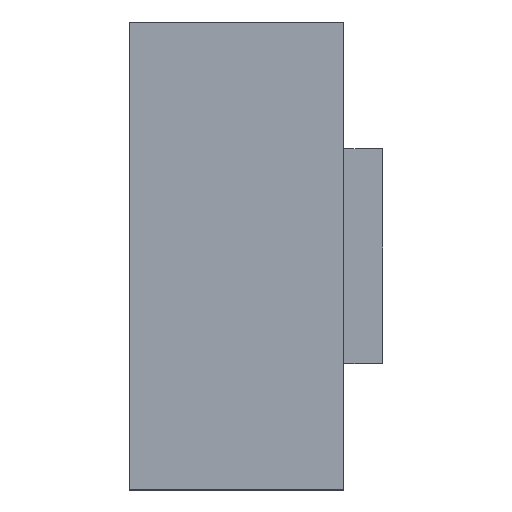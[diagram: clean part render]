
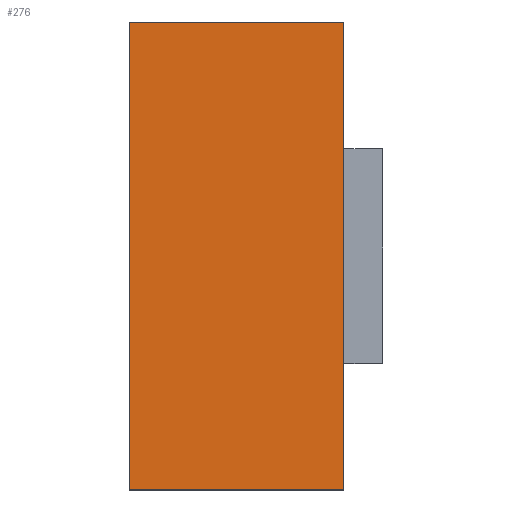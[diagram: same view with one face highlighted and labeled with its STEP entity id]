
A CAD part, top view. The second image highlights one B-rep face of the part: STEP entity #276.
In plain terms, the highlighted planar face has unit normal (0, 0, 1).
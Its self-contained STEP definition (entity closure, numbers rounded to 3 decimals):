
#26=FACE_OUTER_BOUND('',#41,.T.);
#41=EDGE_LOOP('',(#223,#224,#225,#226));
#76=LINE('',#440,#112);
#77=LINE('',#443,#113);
#78=LINE('',#445,#114);
#79=LINE('',#446,#115);
#112=VECTOR('',#361,10.);
#113=VECTOR('',#364,10.);
#114=VECTOR('',#365,10.);
#115=VECTOR('',#366,10.);
#139=VERTEX_POINT('',#436);
#140=VERTEX_POINT('',#438);
#141=VERTEX_POINT('',#442);
#142=VERTEX_POINT('',#444);
#172=EDGE_CURVE('',#139,#140,#76,.T.);
#173=EDGE_CURVE('',#141,#139,#77,.T.);
#174=EDGE_CURVE('',#142,#140,#78,.T.);
#175=EDGE_CURVE('',#141,#142,#79,.T.);
#223=ORIENTED_EDGE('',*,*,#173,.T.);
#224=ORIENTED_EDGE('',*,*,#172,.T.);
#225=ORIENTED_EDGE('',*,*,#174,.F.);
#226=ORIENTED_EDGE('',*,*,#175,.F.);
#261=PLANE('',#305);
#276=ADVANCED_FACE('',(#26),#261,.T.);
#305=AXIS2_PLACEMENT_3D('',#441,#362,#363);
#361=DIRECTION('',(1.,0.,0.));
#362=DIRECTION('center_axis',(0.,0.,1.));
#363=DIRECTION('ref_axis',(0.,-1.,0.));
#364=DIRECTION('',(0.,-1.,0.));
#365=DIRECTION('',(0.,-1.,0.));
#366=DIRECTION('',(1.,0.,0.));
#436=CARTESIAN_POINT('',(0.,0.,2.9));
#438=CARTESIAN_POINT('',(2.2,0.,2.9));
#440=CARTESIAN_POINT('',(0.,0.,2.9));
#441=CARTESIAN_POINT('Origin',(0.,4.8,2.9));
#442=CARTESIAN_POINT('',(0.,4.8,2.9));
#443=CARTESIAN_POINT('',(0.,4.8,2.9));
#444=CARTESIAN_POINT('',(2.2,4.8,2.9));
#445=CARTESIAN_POINT('',(2.2,4.8,2.9));
#446=CARTESIAN_POINT('',(0.,4.8,2.9));
